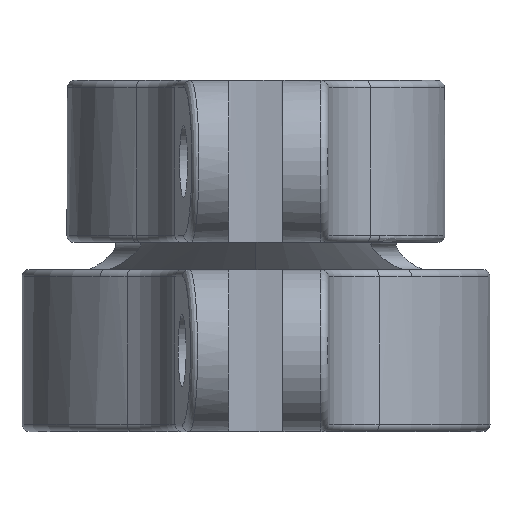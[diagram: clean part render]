
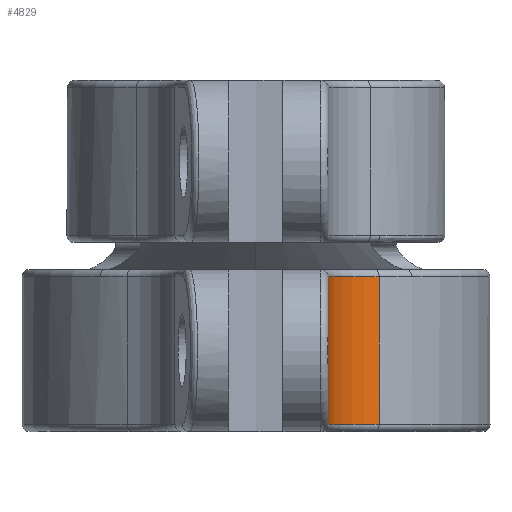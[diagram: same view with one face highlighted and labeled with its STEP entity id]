
A CAD part, front view. The second image highlights one B-rep face of the part: STEP entity #4829.
In plain terms, the highlighted cylindrical face has radius 6 mm (diameter 12 mm), a partial arc.
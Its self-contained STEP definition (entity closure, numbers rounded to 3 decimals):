
#105 = TOROIDAL_SURFACE('',#106,6.4,0.4);
#106 = AXIS2_PLACEMENT_3D('',#107,#108,#109);
#107 = CARTESIAN_POINT('',(10.,-16.155,8.6)
  );
#108 = DIRECTION('',(0.,0.,-1.));
#109 = DIRECTION('',(-1.,0.,0.));
#853 = VERTEX_POINT('',#854);
#854 = CARTESIAN_POINT('',(4.,-16.155,8.6));
#888 = PLANE('',#889);
#889 = AXIS2_PLACEMENT_3D('',#890,#891,#892);
#890 = CARTESIAN_POINT('',(4.,-24.197,0.));
#891 = DIRECTION('',(-1.,0.,0.));
#892 = DIRECTION('',(0.,1.,0.));
#988 = EDGE_CURVE('',#853,#989,#991,.T.);
#989 = VERTEX_POINT('',#990);
#990 = CARTESIAN_POINT('',(6.842,-11.054,8.6
    ));
#991 = SURFACE_CURVE('',#992,(#997,#1004),.PCURVE_S1.);
#992 = CIRCLE('',#993,6.);
#993 = AXIS2_PLACEMENT_3D('',#994,#995,#996);
#994 = CARTESIAN_POINT('',(10.,-16.155,8.6)
  );
#995 = DIRECTION('',(0.,0.,-1.));
#996 = DIRECTION('',(-1.,0.,0.));
#997 = PCURVE('',#105,#998);
#998 = DEFINITIONAL_REPRESENTATION('',(#999),#1003);
#999 = LINE('',#1000,#1001);
#1000 = CARTESIAN_POINT('',(0.,3.142));
#1001 = VECTOR('',#1002,1.);
#1002 = DIRECTION('',(1.,0.));
#1003 = ( GEOMETRIC_REPRESENTATION_CONTEXT(2) 
PARAMETRIC_REPRESENTATION_CONTEXT() REPRESENTATION_CONTEXT('2D SPACE',''
  ) );
#1004 = PCURVE('',#1005,#1010);
#1005 = CYLINDRICAL_SURFACE('',#1006,6.);
#1006 = AXIS2_PLACEMENT_3D('',#1007,#1008,#1009);
#1007 = CARTESIAN_POINT('',(10.,-16.155,0.));
#1008 = DIRECTION('',(0.,0.,-1.));
#1009 = DIRECTION('',(1.,0.,0.));
#1010 = DEFINITIONAL_REPRESENTATION('',(#1011),#1015);
#1011 = LINE('',#1012,#1013);
#1012 = CARTESIAN_POINT('',(-3.142,-8.6));
#1013 = VECTOR('',#1014,1.);
#1014 = DIRECTION('',(1.,0.));
#1015 = ( GEOMETRIC_REPRESENTATION_CONTEXT(2) 
PARAMETRIC_REPRESENTATION_CONTEXT() REPRESENTATION_CONTEXT('2D SPACE',''
  ) );
#1109 = CYLINDRICAL_SURFACE('',#1110,13.);
#1110 = AXIS2_PLACEMENT_3D('',#1111,#1112,#1113);
#1111 = CARTESIAN_POINT('',(0.,0.,9.)
  );
#1112 = DIRECTION('',(0.,0.,-1.));
#1113 = DIRECTION('',(0.,1.,0.));
#4684 = TOROIDAL_SURFACE('',#4685,6.4,0.4);
#4685 = AXIS2_PLACEMENT_3D('',#4686,#4687,#4688);
#4686 = CARTESIAN_POINT('',(10.,-16.155,0.4));
#4687 = DIRECTION('',(0.,0.,1.));
#4688 = DIRECTION('',(-0.526,0.85,
    0.));
#4727 = EDGE_CURVE('',#4728,#853,#4730,.T.);
#4728 = VERTEX_POINT('',#4729);
#4729 = CARTESIAN_POINT('',(4.,-16.155,0.4));
#4730 = SURFACE_CURVE('',#4731,(#4735,#4742),.PCURVE_S1.);
#4731 = LINE('',#4732,#4733);
#4732 = CARTESIAN_POINT('',(4.,-16.155,0.));
#4733 = VECTOR('',#4734,1.);
#4734 = DIRECTION('',(0.,0.,1.));
#4735 = PCURVE('',#888,#4736);
#4736 = DEFINITIONAL_REPRESENTATION('',(#4737),#4741);
#4737 = LINE('',#4738,#4739);
#4738 = CARTESIAN_POINT('',(8.041,0.));
#4739 = VECTOR('',#4740,1.);
#4740 = DIRECTION('',(0.,-1.));
#4741 = ( GEOMETRIC_REPRESENTATION_CONTEXT(2) 
PARAMETRIC_REPRESENTATION_CONTEXT() REPRESENTATION_CONTEXT('2D SPACE',''
  ) );
#4742 = PCURVE('',#1005,#4743);
#4743 = DEFINITIONAL_REPRESENTATION('',(#4744),#4748);
#4744 = LINE('',#4745,#4746);
#4745 = CARTESIAN_POINT('',(-3.142,0.));
#4746 = VECTOR('',#4747,1.);
#4747 = DIRECTION('',(0.,-1.));
#4748 = ( GEOMETRIC_REPRESENTATION_CONTEXT(2) 
PARAMETRIC_REPRESENTATION_CONTEXT() REPRESENTATION_CONTEXT('2D SPACE',''
  ) );
#4829 = ADVANCED_FACE('',(#4830),#1005,.F.);
#4830 = FACE_BOUND('',#4831,.T.);
#4831 = EDGE_LOOP('',(#4832,#4855,#4856,#4857));
#4832 = ORIENTED_EDGE('',*,*,#4833,.T.);
#4833 = EDGE_CURVE('',#4834,#989,#4836,.T.);
#4834 = VERTEX_POINT('',#4835);
#4835 = CARTESIAN_POINT('',(6.842,-11.054,
    0.4));
#4836 = SURFACE_CURVE('',#4837,(#4841,#4848),.PCURVE_S1.);
#4837 = LINE('',#4838,#4839);
#4838 = CARTESIAN_POINT('',(6.842,-11.054,
    0.));
#4839 = VECTOR('',#4840,1.);
#4840 = DIRECTION('',(0.,0.,1.));
#4841 = PCURVE('',#1005,#4842);
#4842 = DEFINITIONAL_REPRESENTATION('',(#4843),#4847);
#4843 = LINE('',#4844,#4845);
#4844 = CARTESIAN_POINT('',(-2.125,0.));
#4845 = VECTOR('',#4846,1.);
#4846 = DIRECTION('',(0.,-1.));
#4847 = ( GEOMETRIC_REPRESENTATION_CONTEXT(2) 
PARAMETRIC_REPRESENTATION_CONTEXT() REPRESENTATION_CONTEXT('2D SPACE',''
  ) );
#4848 = PCURVE('',#1109,#4849);
#4849 = DEFINITIONAL_REPRESENTATION('',(#4850),#4854);
#4850 = LINE('',#4851,#4852);
#4851 = CARTESIAN_POINT('',(2.587,9.));
#4852 = VECTOR('',#4853,1.);
#4853 = DIRECTION('',(0.,-1.));
#4854 = ( GEOMETRIC_REPRESENTATION_CONTEXT(2) 
PARAMETRIC_REPRESENTATION_CONTEXT() REPRESENTATION_CONTEXT('2D SPACE',''
  ) );
#4855 = ORIENTED_EDGE('',*,*,#988,.F.);
#4856 = ORIENTED_EDGE('',*,*,#4727,.F.);
#4857 = ORIENTED_EDGE('',*,*,#4858,.F.);
#4858 = EDGE_CURVE('',#4834,#4728,#4859,.T.);
#4859 = SURFACE_CURVE('',#4860,(#4865,#4872),.PCURVE_S1.);
#4860 = CIRCLE('',#4861,6.);
#4861 = AXIS2_PLACEMENT_3D('',#4862,#4863,#4864);
#4862 = CARTESIAN_POINT('',(10.,-16.155,0.4));
#4863 = DIRECTION('',(0.,0.,1.));
#4864 = DIRECTION('',(-0.526,0.85,
    0.));
#4865 = PCURVE('',#1005,#4866);
#4866 = DEFINITIONAL_REPRESENTATION('',(#4867),#4871);
#4867 = LINE('',#4868,#4869);
#4868 = CARTESIAN_POINT('',(-2.125,-0.4));
#4869 = VECTOR('',#4870,1.);
#4870 = DIRECTION('',(-1.,0.));
#4871 = ( GEOMETRIC_REPRESENTATION_CONTEXT(2) 
PARAMETRIC_REPRESENTATION_CONTEXT() REPRESENTATION_CONTEXT('2D SPACE',''
  ) );
#4872 = PCURVE('',#4684,#4873);
#4873 = DEFINITIONAL_REPRESENTATION('',(#4874),#4878);
#4874 = LINE('',#4875,#4876);
#4875 = CARTESIAN_POINT('',(0.,3.142));
#4876 = VECTOR('',#4877,1.);
#4877 = DIRECTION('',(1.,0.));
#4878 = ( GEOMETRIC_REPRESENTATION_CONTEXT(2) 
PARAMETRIC_REPRESENTATION_CONTEXT() REPRESENTATION_CONTEXT('2D SPACE',''
  ) );
